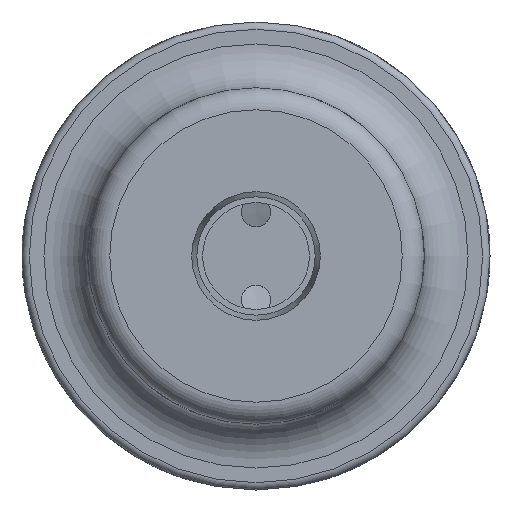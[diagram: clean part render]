
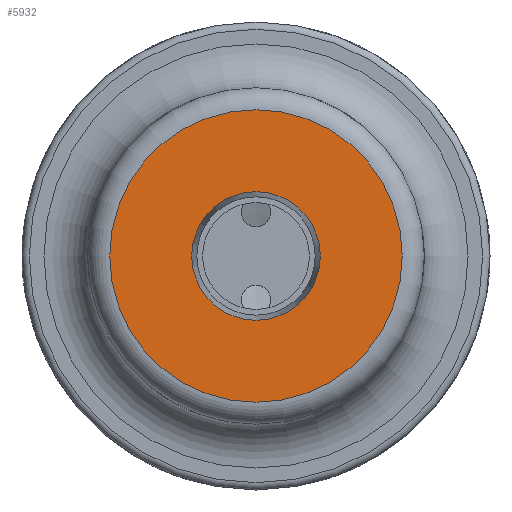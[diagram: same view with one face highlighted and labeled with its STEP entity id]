
A CAD part, left-side view. The second image highlights one B-rep face of the part: STEP entity #5932.
In plain terms, the highlighted planar face has unit normal (-1, 0, 0).
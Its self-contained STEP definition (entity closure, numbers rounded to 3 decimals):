
#5901=CARTESIAN_POINT('',(-45.,0.0,4.395));
#5902=VERTEX_POINT('',#5901);
#5903=CARTESIAN_POINT('',(-45.,0.0,0.0));
#5904=DIRECTION('',(-1.0,0.0,0.0));
#5905=DIRECTION('',(0.0,0.0,1.0));
#5906=AXIS2_PLACEMENT_3D('',#5903,#5904,#5905);
#5907=CIRCLE('',#5906,4.395);
#5908=EDGE_CURVE('',#5902,#5902,#5907,.T.);
#5913=CARTESIAN_POINT('',(-45.,0.0,7.198));
#5914=DIRECTION('',(-1.0,0.0,0.0));
#5915=DIRECTION('',(0.0,0.0,1.0));
#5916=AXIS2_PLACEMENT_3D('',#5913,#5914,#5915);
#5917=PLANE('',#5916);
#5918=CARTESIAN_POINT('',(-45.,0.0,10.));
#5919=VERTEX_POINT('',#5918);
#5920=CARTESIAN_POINT('',(-45.,0.0,0.0));
#5921=DIRECTION('',(-1.0,0.0,0.0));
#5922=DIRECTION('',(0.0,0.0,1.0));
#5923=AXIS2_PLACEMENT_3D('',#5920,#5921,#5922);
#5924=CIRCLE('',#5923,10.);
#5925=EDGE_CURVE('',#5919,#5919,#5924,.T.);
#5926=ORIENTED_EDGE('',*,*,#5925,.T.);
#5927=EDGE_LOOP('',(#5926));
#5928=FACE_OUTER_BOUND('',#5927,.T.);
#5929=ORIENTED_EDGE('',*,*,#5908,.F.);
#5930=EDGE_LOOP('',(#5929));
#5931=FACE_BOUND('',#5930,.T.);
#5932=ADVANCED_FACE('',(#5928,#5931),#5917,.T.);
